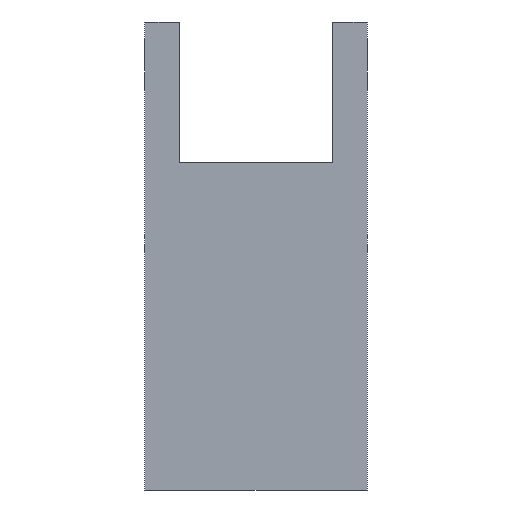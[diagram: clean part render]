
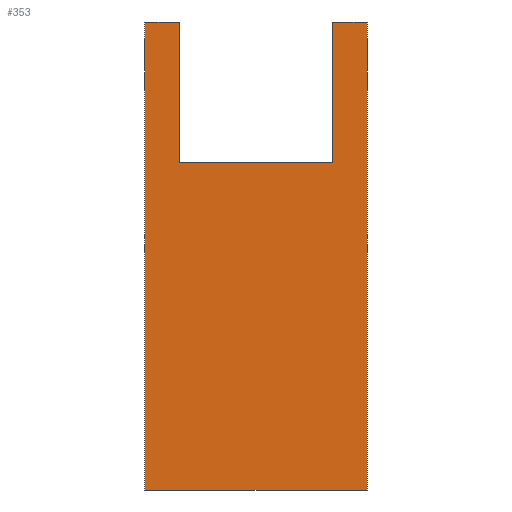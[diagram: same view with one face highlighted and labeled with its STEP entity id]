
A CAD part, front view. The second image highlights one B-rep face of the part: STEP entity #353.
In plain terms, the highlighted planar face has unit normal (0, -1, 0).
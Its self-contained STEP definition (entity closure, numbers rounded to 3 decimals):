
#27=PLANE('',#382);
#45=FACE_OUTER_BOUND('',#63,.T.);
#63=EDGE_LOOP('',(#277,#278,#279,#280,#281,#282,#283,#284));
#93=LINE('',#758,#133);
#94=LINE('',#760,#134);
#95=LINE('',#762,#135);
#96=LINE('',#764,#136);
#97=LINE('',#766,#137);
#98=LINE('',#768,#138);
#99=LINE('',#770,#139);
#100=LINE('',#771,#140);
#133=VECTOR('',#423,10.);
#134=VECTOR('',#424,10.);
#135=VECTOR('',#425,10.);
#136=VECTOR('',#426,10.);
#137=VECTOR('',#427,10.);
#138=VECTOR('',#428,10.);
#139=VECTOR('',#429,10.);
#140=VECTOR('',#430,10.);
#181=VERTEX_POINT('',#756);
#182=VERTEX_POINT('',#757);
#183=VERTEX_POINT('',#759);
#184=VERTEX_POINT('',#761);
#185=VERTEX_POINT('',#763);
#186=VERTEX_POINT('',#765);
#187=VERTEX_POINT('',#767);
#188=VERTEX_POINT('',#769);
#221=EDGE_CURVE('',#181,#182,#93,.T.);
#222=EDGE_CURVE('',#182,#183,#94,.T.);
#223=EDGE_CURVE('',#183,#184,#95,.T.);
#224=EDGE_CURVE('',#184,#185,#96,.T.);
#225=EDGE_CURVE('',#185,#186,#97,.T.);
#226=EDGE_CURVE('',#186,#187,#98,.T.);
#227=EDGE_CURVE('',#187,#188,#99,.T.);
#228=EDGE_CURVE('',#188,#181,#100,.T.);
#277=ORIENTED_EDGE('',*,*,#221,.T.);
#278=ORIENTED_EDGE('',*,*,#222,.T.);
#279=ORIENTED_EDGE('',*,*,#223,.T.);
#280=ORIENTED_EDGE('',*,*,#224,.T.);
#281=ORIENTED_EDGE('',*,*,#225,.T.);
#282=ORIENTED_EDGE('',*,*,#226,.T.);
#283=ORIENTED_EDGE('',*,*,#227,.T.);
#284=ORIENTED_EDGE('',*,*,#228,.T.);
#353=ADVANCED_FACE('',(#45),#27,.T.);
#382=AXIS2_PLACEMENT_3D('',#755,#421,#422);
#421=DIRECTION('center_axis',(0.,-1.,0.));
#422=DIRECTION('ref_axis',(0.,0.,-1.));
#423=DIRECTION('',(0.,0.,1.));
#424=DIRECTION('',(-1.,0.,0.));
#425=DIRECTION('',(0.,0.,-1.));
#426=DIRECTION('',(1.,0.,0.));
#427=DIRECTION('',(0.,0.,1.));
#428=DIRECTION('',(-1.,0.,0.));
#429=DIRECTION('',(0.,0.,-1.));
#430=DIRECTION('',(-1.,0.,0.));
#755=CARTESIAN_POINT('Origin',(0.,-5.,-54.8));
#756=CARTESIAN_POINT('',(-8.2,-5.,-44.8));
#757=CARTESIAN_POINT('',(-8.2,-5.,-29.8));
#758=CARTESIAN_POINT('',(-8.2,-5.,-44.8));
#759=CARTESIAN_POINT('',(-11.877,-5.,-29.8));
#760=CARTESIAN_POINT('',(-8.2,-5.,-29.8));
#761=CARTESIAN_POINT('',(-11.877,-5.,-79.8));
#762=CARTESIAN_POINT('',(-11.877,-5.,-29.8));
#763=CARTESIAN_POINT('',(11.877,-5.,-79.8));
#764=CARTESIAN_POINT('',(-11.877,-5.,-79.8));
#765=CARTESIAN_POINT('',(11.877,-5.,-29.8));
#766=CARTESIAN_POINT('',(11.877,-5.,-79.8));
#767=CARTESIAN_POINT('',(8.2,-5.,-29.8));
#768=CARTESIAN_POINT('',(11.877,-5.,-29.8));
#769=CARTESIAN_POINT('',(8.2,-5.,-44.8));
#770=CARTESIAN_POINT('',(8.2,-5.,-29.8));
#771=CARTESIAN_POINT('',(8.2,-5.,-44.8));
